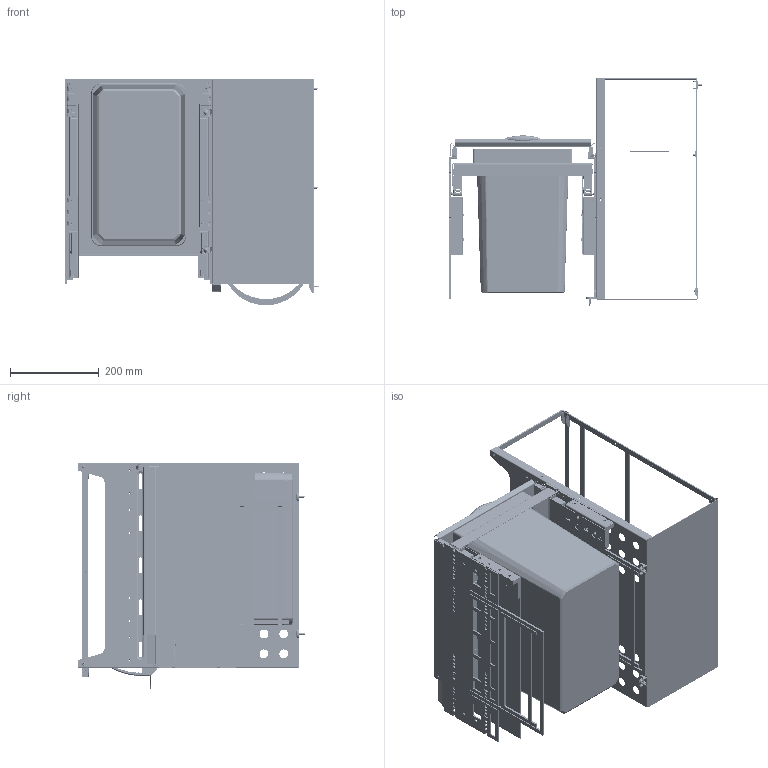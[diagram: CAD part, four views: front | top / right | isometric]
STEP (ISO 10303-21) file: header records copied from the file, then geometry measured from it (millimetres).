
FILE_DESCRIPTION(('STEP AP214'),'1');
FILE_NAME('8013378_V Cox Base Q+ 360 S_370-1_R.STP','2024-08-16T08:48:04',(' '),(' '),'Spatial InterOp 3D',' ',' ');
FILE_SCHEMA(('AUTOMOTIVE_DESIGN { 1 0 10303 214 1 1 1 1 }'));
Length unit declared in the file: millimetre
Products named in the file (1): 3D-Objekt
Bounding box: 572.9 x 515.1 x 512 mm (x, y, z)
Volume: 3371809.2 mm3; surface area: 3409089 mm2
Topology: 40 solids, 44 shells, 7061 faces, 18386 edges, 11469 vertices
Faces by surface type: plane 3255, cylinder 2348, bspline 479, torus 442, cone 397, extrusion 80, sphere 60
Entity records: 283604 total; most frequent: CARTESIAN_POINT 76332, ORIENTED_EDGE 36548, DIRECTION 35024, EDGE_CURVE 18290, AXIS2_PLACEMENT_3D 12176, VERTEX_POINT 11469, VECTOR 10672, LINE 10592
